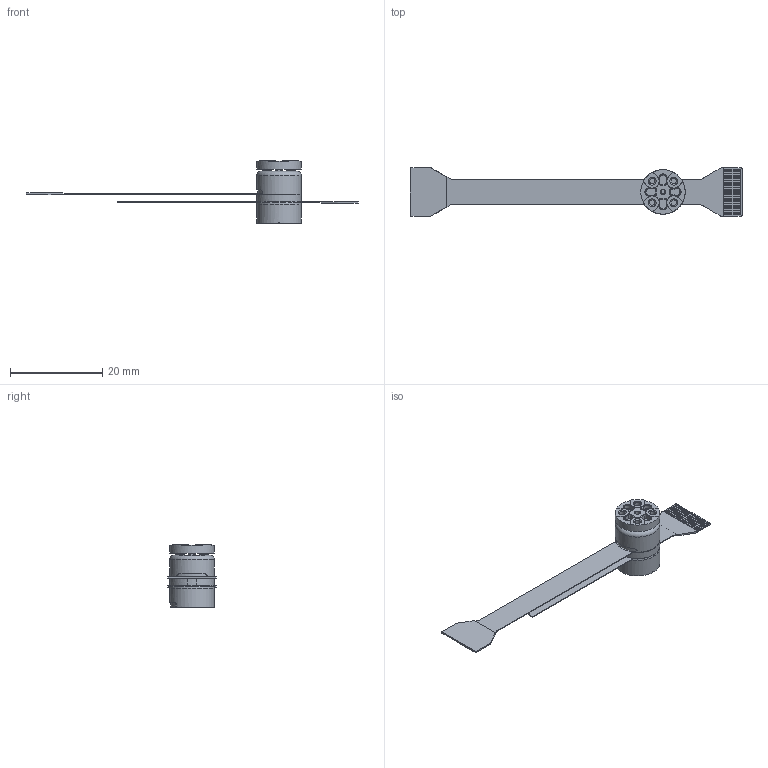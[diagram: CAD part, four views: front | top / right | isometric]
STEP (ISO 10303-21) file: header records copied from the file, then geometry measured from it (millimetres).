
FILE_DESCRIPTION( ( 'Unknown' ), '1' );
FILE_NAME( '小型6軸力覚センサ_外形3Dデータ.stp', 'Unknown', ( 'Unknown' ), ( 'Unknown' ), 'PSStep 13.0', 'Unknown', ' ' );
FILE_SCHEMA( ( 'AUTOMOTIVE_DESIGN { 1 0 10303 214 1 1 1 1 }' ) );
Length unit declared in the file: millimetre
Products named in the file (9): Assem1; 小型6軸力覚センサ; 小型6軸力覚センサ_
Bounding box: 71.79 x 10.5 x 13.5 mm (x, y, z)
Volume: 1262 mm3; surface area: 2876.3 mm2
Topology: 16 solids, 16 shells, 1168 faces, 3116 edges, 1948 vertices
Faces by surface type: plane 570, cylinder 342, torus 130, bspline 62, cone 48, sphere 16
Full cylindrical faces by diameter (mm): 1 x4, 1.221 x16, 1.5 x2, 9.6 x4
Entity records: 25740 total; most frequent: CARTESIAN_POINT 4398, ORIENTED_EDGE 3006, DIRECTION 2916, EDGE_CURVE 1503, PRESENTATION_STYLE_ASSIGNMENT 1176, COLOUR_RGB 1176, AXIS2_PLACEMENT_3D 1011, VERTEX_POINT 965
